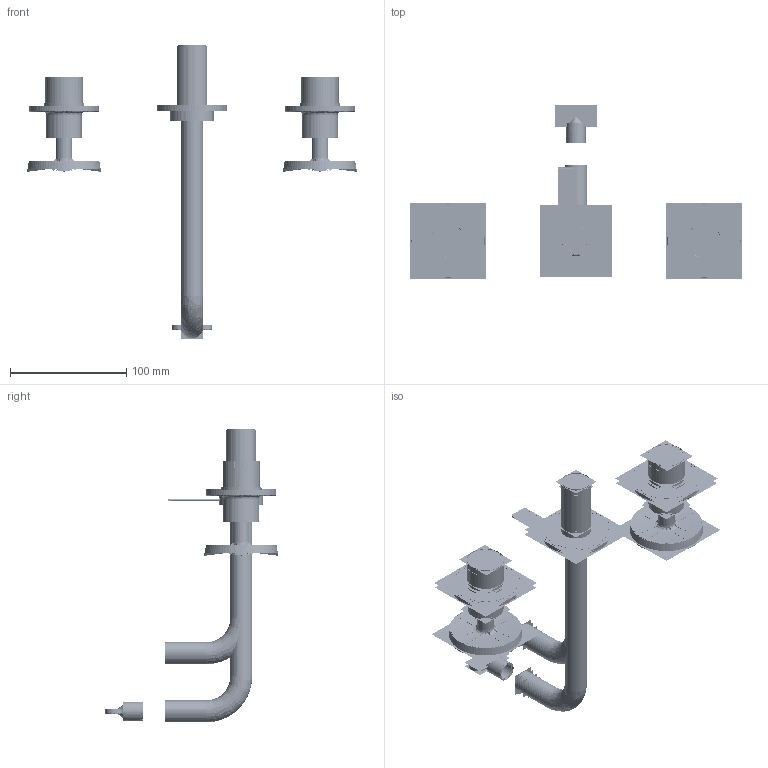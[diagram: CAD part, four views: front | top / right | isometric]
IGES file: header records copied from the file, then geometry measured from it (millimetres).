
Start section:  PTC IGES file: RIV1.igs
Global section: file name: RIV1.igs; native system: Pro/ENGINEER by Parametric Technology Corporation; preprocessor: 2009360; author: user321; organization: Unknown; date: 20200406.082320; units: millimetre
Bounding box: 285.52 x 150.12 x 252.52 mm (x, y, z)
Volume: 138676.2 mm3; surface area: 982894.5 mm2
Topology: 39 solids, 72 shells, 3804 faces, 18804 edges, 23525 vertices
Faces by surface type: bspline 2054, revolution 1750
